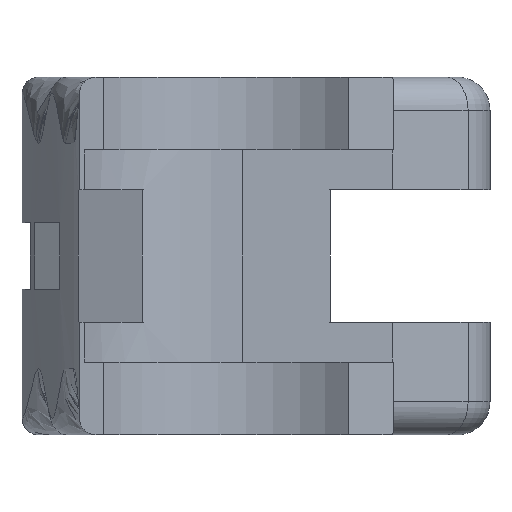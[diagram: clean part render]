
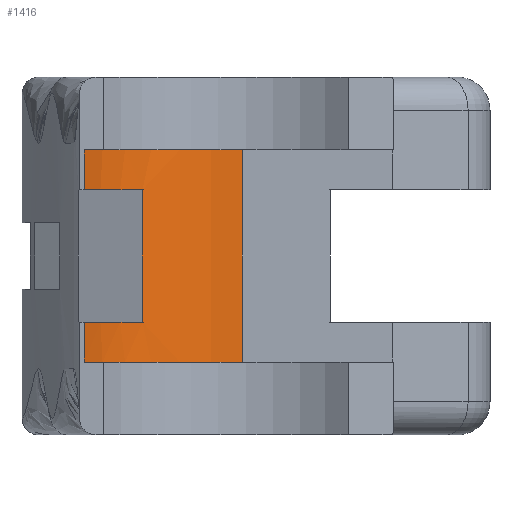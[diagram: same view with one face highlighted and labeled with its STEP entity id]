
A CAD part, left-side view. The second image highlights one B-rep face of the part: STEP entity #1416.
In plain terms, the highlighted cylindrical face has radius 5.5 mm (diameter 11 mm), a partial arc.
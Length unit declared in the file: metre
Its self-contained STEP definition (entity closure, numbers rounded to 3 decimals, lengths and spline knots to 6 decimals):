
#47=CIRCLE('',#1508,0.0055);
#52=CIRCLE('',#1523,0.0055);
#53=CIRCLE('',#1524,0.0055);
#54=CIRCLE('',#1525,0.0055);
#136=CYLINDRICAL_SURFACE('',#1522,0.0055);
#314=ORIENTED_EDGE('',*,*,#665,.T.);
#315=ORIENTED_EDGE('',*,*,#701,.T.);
#316=ORIENTED_EDGE('',*,*,#707,.F.);
#317=ORIENTED_EDGE('',*,*,#705,.T.);
#318=ORIENTED_EDGE('',*,*,#708,.T.);
#319=ORIENTED_EDGE('',*,*,#709,.F.);
#320=ORIENTED_EDGE('',*,*,#710,.F.);
#321=ORIENTED_EDGE('',*,*,#692,.F.);
#665=EDGE_CURVE('',#871,#870,#47,.T.);
#692=EDGE_CURVE('',#871,#892,#1010,.T.);
#701=EDGE_CURVE('',#870,#895,#1017,.F.);
#705=EDGE_CURVE('',#899,#898,#1021,.T.);
#707=EDGE_CURVE('',#899,#895,#52,.T.);
#708=EDGE_CURVE('',#898,#900,#53,.T.);
#709=EDGE_CURVE('',#901,#900,#1023,.F.);
#710=EDGE_CURVE('',#892,#901,#54,.T.);
#870=VERTEX_POINT('',#2442);
#871=VERTEX_POINT('',#2444);
#892=VERTEX_POINT('',#2497);
#895=VERTEX_POINT('',#2517);
#898=VERTEX_POINT('',#2525);
#899=VERTEX_POINT('',#2527);
#900=VERTEX_POINT('',#2532);
#901=VERTEX_POINT('',#2534);
#1010=LINE('',#2496,#1128);
#1017=LINE('',#2518,#1135);
#1021=LINE('',#2526,#1139);
#1023=LINE('',#2533,#1141);
#1128=VECTOR('',#1737,1.);
#1135=VECTOR('',#1750,1.);
#1139=VECTOR('',#1756,1.);
#1141=VECTOR('',#1764,1.);
#1207=EDGE_LOOP('',(#314,#315,#316,#317,#318,#319,#320,#321));
#1297=FACE_BOUND('',#1207,.T.);
#1416=ADVANCED_FACE('',(#1297),#136,.F.);
#1508=AXIS2_PLACEMENT_3D('',#2443,#1695,#1696);
#1522=AXIS2_PLACEMENT_3D('',#2529,#1758,#1759);
#1523=AXIS2_PLACEMENT_3D('',#2530,#1760,#1761);
#1524=AXIS2_PLACEMENT_3D('',#2531,#1762,#1763);
#1525=AXIS2_PLACEMENT_3D('',#2535,#1765,#1766);
#1695=DIRECTION('',(0.,0.,1.));
#1696=DIRECTION('',(1.,0.,0.));
#1737=DIRECTION('',(0.,0.,1.));
#1750=DIRECTION('',(0.,0.,1.));
#1756=DIRECTION('',(0.,0.,1.));
#1758=DIRECTION('',(0.,0.,1.));
#1759=DIRECTION('',(1.,0.,0.));
#1760=DIRECTION('',(0.,0.,1.));
#1761=DIRECTION('',(1.,0.,0.));
#1762=DIRECTION('',(0.,0.,1.));
#1763=DIRECTION('',(1.,0.,0.));
#1764=DIRECTION('',(0.,0.,-1.));
#1765=DIRECTION('',(0.,0.,1.));
#1766=DIRECTION('',(1.,0.,0.));
#2442=CARTESIAN_POINT('',(-0.01075,0.004763,0.0034));
#2443=CARTESIAN_POINT('',(-0.0135,0.,0.0034));
#2444=CARTESIAN_POINT('',(-0.008896,0.003009,0.0034));
#2496=CARTESIAN_POINT('',(-0.008896,0.003009,0.0022));
#2497=CARTESIAN_POINT('',(-0.008896,0.003009,0.0074));
#2517=CARTESIAN_POINT('',(-0.01075,0.004763,0.0022));
#2518=CARTESIAN_POINT('',(-0.01075,0.004763,0.0022));
#2525=CARTESIAN_POINT('',(-0.008,0.,0.0086));
#2526=CARTESIAN_POINT('',(-0.008,0.,0.0022));
#2527=CARTESIAN_POINT('',(-0.008,0.,0.0022));
#2529=CARTESIAN_POINT('',(-0.0135,0.,0.0022));
#2530=CARTESIAN_POINT('',(-0.0135,0.,0.0022));
#2531=CARTESIAN_POINT('',(-0.0135,0.,0.0086));
#2532=CARTESIAN_POINT('',(-0.01075,0.004763,0.0086));
#2533=CARTESIAN_POINT('',(-0.01075,0.004763,0.0086));
#2534=CARTESIAN_POINT('',(-0.01075,0.004763,0.0074));
#2535=CARTESIAN_POINT('',(-0.0135,0.,0.0074));
